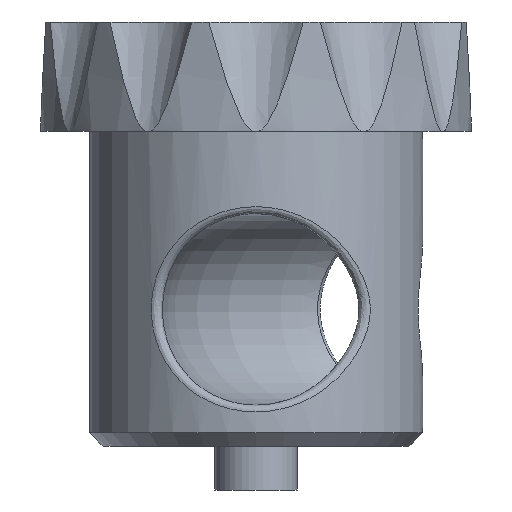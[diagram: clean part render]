
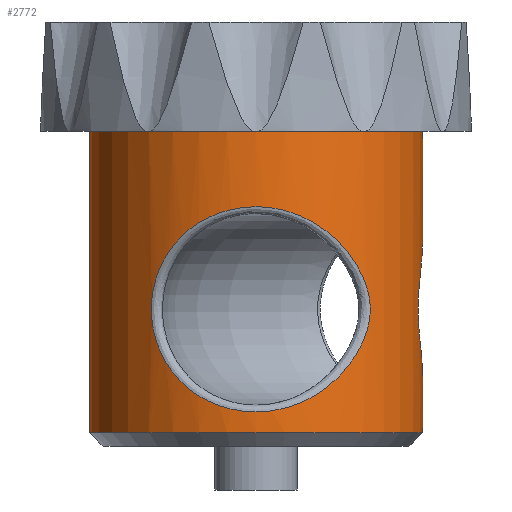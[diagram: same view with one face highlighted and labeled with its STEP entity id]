
A CAD part, left-side view. The second image highlights one B-rep face of the part: STEP entity #2772.
In plain terms, the highlighted cylindrical face has radius 12.175 mm (diameter 24.35 mm), a full revolution.
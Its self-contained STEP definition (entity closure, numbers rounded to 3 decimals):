
#15=FACE_BOUND('',#450,.T.);
#26=CYLINDRICAL_SURFACE('',#2867,12.175);
#44=CIRCLE('',#2865,12.175);
#45=CIRCLE('',#2866,12.175);
#46=CIRCLE('',#2868,12.175);
#47=CIRCLE('',#2869,12.175);
#302=FACE_OUTER_BOUND('',#449,.T.);
#449=EDGE_LOOP('',(#2179,#2180,#2181,#2182,#2183,#2184,#2185,#2186,#2187,
#2188,#2189));
#450=EDGE_LOOP('',(#2190));
#639=LINE('',#5501,#802);
#640=LINE('',#5522,#803);
#802=VECTOR('',#3175,12.175);
#803=VECTOR('',#3176,12.175);
#982=B_SPLINE_CURVE_WITH_KNOTS('',3,(#5503,#5504,#5505,#5506,#5507,#5508,
#5509,#5510,#5511,#5512,#5513,#5514,#5515,#5516),.UNSPECIFIED.,.F.,.F.,
(4,1,1,1,1,1,1,1,1,1,1,4),(-6.825,-6.503,-6.26,
-6.18,-5.857,-5.695,-5.534,
-5.372,-5.211,-4.888,-4.673,
-4.518),.UNSPECIFIED.);
#983=B_SPLINE_CURVE_WITH_KNOTS('',3,(#5518,#5519,#5520,#5521),
 .UNSPECIFIED.,.F.,.F.,(4,4),(-2.305,-2.305),
 .UNSPECIFIED.);
#984=B_SPLINE_CURVE_WITH_KNOTS('',3,(#5523,#5524,#5525,#5526,#5527,#5528,
#5529,#5530,#5531,#5532,#5533,#5534),.UNSPECIFIED.,.F.,.F.,(4,1,1,1,1,1,
1,1,1,4),(-4.518,-4.457,-4.242,-4.027,
-3.596,-3.435,-3.273,-2.95,
-2.628,-2.305),.UNSPECIFIED.);
#985=B_SPLINE_CURVE_WITH_KNOTS('',3,(#5536,#5537,#5538,#5539,#5540,#5541,
#5542,#5543,#5544,#5545,#5546,#5547,#5548,#5549,#5550,#5551,#5552,#5553,
#5554,#5555,#5556,#5557),.UNSPECIFIED.,.T.,.F.,(4,1,1,1,1,1,1,1,1,1,1,1,
1,1,1,1,1,1,1,4),(-6.825,-6.503,-6.26,
-6.18,-5.857,-5.695,-5.534,-5.372,
-5.211,-4.888,-4.673,-4.457,
-4.242,-4.027,-3.596,-3.435,
-3.273,-2.95,-2.628,-2.305),
 .UNSPECIFIED.);
#1203=VERTEX_POINT('',#5490);
#1204=VERTEX_POINT('',#5492);
#1205=VERTEX_POINT('',#5496);
#1206=VERTEX_POINT('',#5497);
#1207=VERTEX_POINT('',#5500);
#1208=VERTEX_POINT('',#5502);
#1209=VERTEX_POINT('',#5517);
#1210=VERTEX_POINT('',#5535);
#1575=EDGE_CURVE('',#1203,#1204,#44,.T.);
#1576=EDGE_CURVE('',#1204,#1203,#45,.T.);
#1577=EDGE_CURVE('',#1205,#1206,#46,.T.);
#1578=EDGE_CURVE('',#1206,#1205,#47,.T.);
#1579=EDGE_CURVE('',#1206,#1207,#639,.T.);
#1580=EDGE_CURVE('',#1208,#1207,#982,.T.);
#1581=EDGE_CURVE('',#1209,#1208,#983,.T.);
#1582=EDGE_CURVE('',#1209,#1204,#640,.T.);
#1583=EDGE_CURVE('',#1207,#1209,#984,.T.);
#1584=EDGE_CURVE('',#1210,#1210,#985,.T.);
#2179=ORIENTED_EDGE('',*,*,#1577,.F.);
#2180=ORIENTED_EDGE('',*,*,#1578,.F.);
#2181=ORIENTED_EDGE('',*,*,#1579,.T.);
#2182=ORIENTED_EDGE('',*,*,#1580,.F.);
#2183=ORIENTED_EDGE('',*,*,#1581,.F.);
#2184=ORIENTED_EDGE('',*,*,#1582,.T.);
#2185=ORIENTED_EDGE('',*,*,#1575,.F.);
#2186=ORIENTED_EDGE('',*,*,#1576,.F.);
#2187=ORIENTED_EDGE('',*,*,#1582,.F.);
#2188=ORIENTED_EDGE('',*,*,#1583,.F.);
#2189=ORIENTED_EDGE('',*,*,#1579,.F.);
#2190=ORIENTED_EDGE('',*,*,#1584,.F.);
#2772=ADVANCED_FACE('',(#302,#15),#26,.T.);
#2865=AXIS2_PLACEMENT_3D('',#5493,#3165,#3166);
#2866=AXIS2_PLACEMENT_3D('',#5494,#3167,#3168);
#2867=AXIS2_PLACEMENT_3D('',#5495,#3169,#3170);
#2868=AXIS2_PLACEMENT_3D('',#5498,#3171,#3172);
#2869=AXIS2_PLACEMENT_3D('',#5499,#3173,#3174);
#3165=DIRECTION('center_axis',(0.,0.,-1.));
#3166=DIRECTION('ref_axis',(-1.,0.,0.));
#3167=DIRECTION('center_axis',(0.,0.,-1.));
#3168=DIRECTION('ref_axis',(-1.,0.,0.));
#3169=DIRECTION('center_axis',(0.,0.,1.));
#3170=DIRECTION('ref_axis',(1.,0.,0.));
#3171=DIRECTION('center_axis',(0.,0.,1.));
#3172=DIRECTION('ref_axis',(1.,0.,0.));
#3173=DIRECTION('center_axis',(0.,0.,1.));
#3174=DIRECTION('ref_axis',(1.,0.,0.));
#3175=DIRECTION('',(0.,0.,-1.));
#3176=DIRECTION('',(0.,0.,-1.));
#5490=CARTESIAN_POINT('',(12.175,0.,-9.));
#5492=CARTESIAN_POINT('',(-12.175,0.,-9.));
#5493=CARTESIAN_POINT('Origin',(0.,0.,-9.));
#5494=CARTESIAN_POINT('Origin',(0.,0.,-9.));
#5495=CARTESIAN_POINT('Origin',(0.,0.,0.));
#5496=CARTESIAN_POINT('',(12.175,0.,13.));
#5497=CARTESIAN_POINT('',(-12.175,0.,13.));
#5498=CARTESIAN_POINT('Origin',(0.,0.,13.));
#5499=CARTESIAN_POINT('Origin',(0.,0.,13.));
#5500=CARTESIAN_POINT('',(-12.175,0.,7.5));
#5501=CARTESIAN_POINT('',(-12.175,0.,0.));
#5502=CARTESIAN_POINT('',(-12.175,0.,-7.5));
#5503=CARTESIAN_POINT('Ctrl Pts',(-12.175,0.,
-7.5));
#5504=CARTESIAN_POINT('Ctrl Pts',(-12.175,-1.22,-7.501));
#5505=CARTESIAN_POINT('Ctrl Pts',(-11.836,-3.335,-7.001));
#5506=CARTESIAN_POINT('Ctrl Pts',(-11.019,-5.241,-5.713));
#5507=CARTESIAN_POINT('Ctrl Pts',(-10.138,-6.825,-4.151));
#5508=CARTESIAN_POINT('Ctrl Pts',(-9.281,-7.909,-2.542));
#5509=CARTESIAN_POINT('Ctrl Pts',(-8.761,-8.453,-0.266));
#5510=CARTESIAN_POINT('Ctrl Pts',(-8.991,-8.216,1.51));
#5511=CARTESIAN_POINT('Ctrl Pts',(-9.587,-7.531,3.045));
#5512=CARTESIAN_POINT('Ctrl Pts',(-10.495,-6.267,4.853));
#5513=CARTESIAN_POINT('Ctrl Pts',(-11.471,-4.382,6.437));
#5514=CARTESIAN_POINT('Ctrl Pts',(-12.073,-1.981,7.351));
#5515=CARTESIAN_POINT('Ctrl Pts',(-12.174,-0.583,
7.5));
#5516=CARTESIAN_POINT('Ctrl Pts',(-12.175,0.,
7.5));
#5517=CARTESIAN_POINT('',(-12.175,0.,-7.5));
#5518=CARTESIAN_POINT('Ctrl Pts',(-12.175,0.,
-7.5));
#5519=CARTESIAN_POINT('Ctrl Pts',(-12.175,0.,
-7.5));
#5520=CARTESIAN_POINT('Ctrl Pts',(-12.175,0.,
-7.5));
#5521=CARTESIAN_POINT('Ctrl Pts',(-12.175,0.,
-7.5));
#5522=CARTESIAN_POINT('',(-12.175,0.,0.));
#5523=CARTESIAN_POINT('Ctrl Pts',(-12.175,0.,
7.5));
#5524=CARTESIAN_POINT('Ctrl Pts',(-12.175,0.23,7.5));
#5525=CARTESIAN_POINT('Ctrl Pts',(-12.147,1.274,7.456));
#5526=CARTESIAN_POINT('Ctrl Pts',(-11.852,3.082,7.015));
#5527=CARTESIAN_POINT('Ctrl Pts',(-10.879,5.745,5.419));
#5528=CARTESIAN_POINT('Ctrl Pts',(-9.751,7.308,2.973));
#5529=CARTESIAN_POINT('Ctrl Pts',(-9.422,7.709,0.257));
#5530=CARTESIAN_POINT('Ctrl Pts',(-9.58,7.518,-2.097));
#5531=CARTESIAN_POINT('Ctrl Pts',(-10.495,6.324,-4.735));
#5532=CARTESIAN_POINT('Ctrl Pts',(-11.784,3.644,-6.927));
#5533=CARTESIAN_POINT('Ctrl Pts',(-12.175,1.22,-7.499));
#5534=CARTESIAN_POINT('Ctrl Pts',(-12.175,0.,
-7.5));
#5535=CARTESIAN_POINT('',(6.089,-10.543,7.5));
#5536=CARTESIAN_POINT('Ctrl Pts',(6.089,-10.543,7.5));
#5537=CARTESIAN_POINT('Ctrl Pts',(5.033,-11.153,7.501));
#5538=CARTESIAN_POINT('Ctrl Pts',(3.032,-11.917,7.002));
#5539=CARTESIAN_POINT('Ctrl Pts',(0.972,-12.163,5.715));
#5540=CARTESIAN_POINT('Ctrl Pts',(-0.84,-12.193,
4.153));
#5541=CARTESIAN_POINT('Ctrl Pts',(-2.208,-11.992,2.544));
#5542=CARTESIAN_POINT('Ctrl Pts',(-2.94,-11.814,0.268));
#5543=CARTESIAN_POINT('Ctrl Pts',(-2.621,-11.895,-1.508));
#5544=CARTESIAN_POINT('Ctrl Pts',(-1.73,-12.067,-3.043));
#5545=CARTESIAN_POINT('Ctrl Pts',(-0.182,-12.222,
-4.852));
#5546=CARTESIAN_POINT('Ctrl Pts',(1.938,-12.125,-6.436));
#5547=CARTESIAN_POINT('Ctrl Pts',(4.528,-11.387,-7.431));
#5548=CARTESIAN_POINT('Ctrl Pts',(6.729,-10.248,-7.594));
#5549=CARTESIAN_POINT('Ctrl Pts',(8.593,-8.724,-7.016));
#5550=CARTESIAN_POINT('Ctrl Pts',(10.414,-6.551,-5.42));
#5551=CARTESIAN_POINT('Ctrl Pts',(11.204,-4.792,-2.975));
#5552=CARTESIAN_POINT('Ctrl Pts',(11.388,-4.305,-0.259));
#5553=CARTESIAN_POINT('Ctrl Pts',(11.301,-4.537,2.095));
#5554=CARTESIAN_POINT('Ctrl Pts',(10.725,-5.926,4.733));
#5555=CARTESIAN_POINT('Ctrl Pts',(9.049,-8.381,6.926));
#5556=CARTESIAN_POINT('Ctrl Pts',(7.146,-9.933,7.499));
#5557=CARTESIAN_POINT('Ctrl Pts',(6.089,-10.543,7.5));
